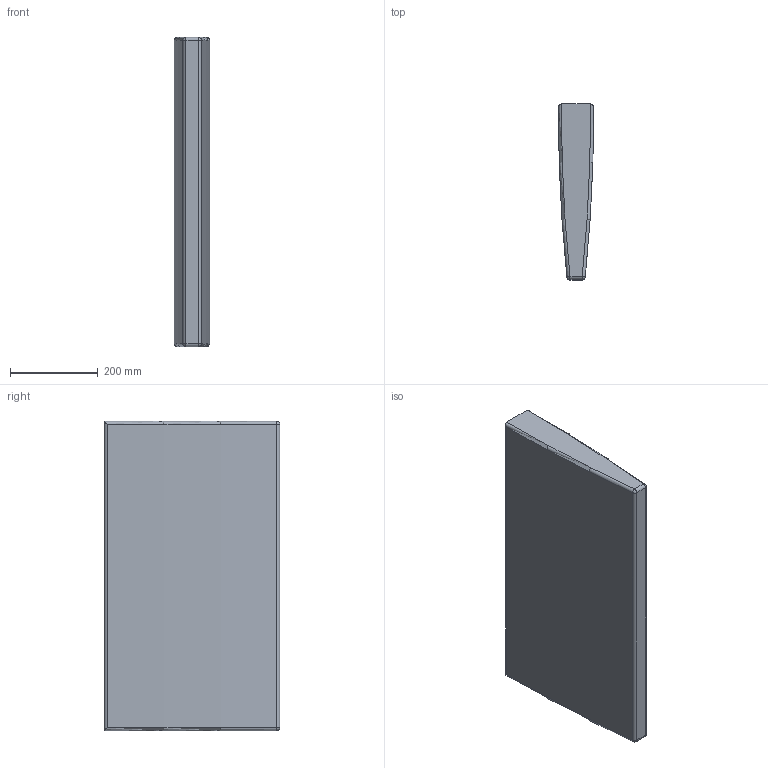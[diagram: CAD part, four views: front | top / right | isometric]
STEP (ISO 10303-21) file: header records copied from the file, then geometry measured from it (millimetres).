
FILE_DESCRIPTION((''),'2;1');
FILE_NAME('850000.stp','2007-07-11T16:18:59',('Huebner'),(''),'Autodesk Inventor 11','Autodesk Inventor 11','');
FILE_SCHEMA(('AUTOMOTIVE_DESIGN { 1 0 10303 214 1 1 1 1 }'));
Length unit declared in the file: millimetre
Products named in the file (1): 850000
Bounding box: 80.09 x 400.03 x 705 mm (x, y, z)
Volume: 18712909.8 mm3; surface area: 708157.8 mm2
Topology: 1 solids, 1 shells, 33 faces, 76 edges, 44 vertices
Faces by surface type: cylinder 14, plane 11, sphere 4, torus 4
Full cylindrical faces by diameter (mm): 15 x2
Entity records: 963 total; most frequent: CARTESIAN_POINT 212, DIRECTION 162, ORIENTED_EDGE 140, EDGE_CURVE 70, AXIS2_PLACEMENT_3D 66, VERTEX_POINT 44, EDGE_LOOP 38, FACE_OUTER_BOUND 33
